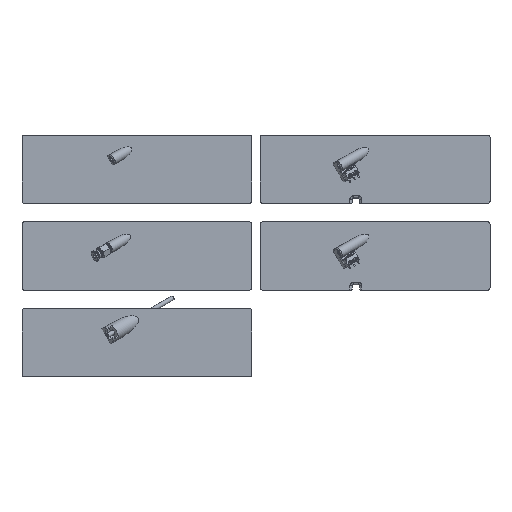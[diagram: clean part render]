
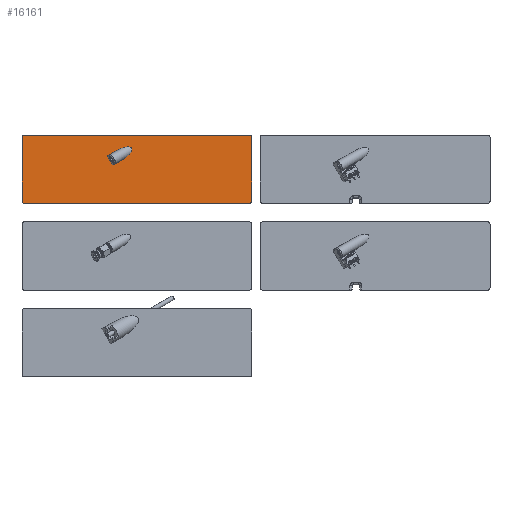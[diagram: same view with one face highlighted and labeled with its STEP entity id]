
A CAD part, top view. The second image highlights one B-rep face of the part: STEP entity #16161.
In plain terms, the highlighted face is planar.
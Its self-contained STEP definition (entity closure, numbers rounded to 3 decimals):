
#382=ELLIPSE('',#17388,1.079,1.);
#383=ELLIPSE('',#17390,1.079,1.);
#384=ELLIPSE('',#17393,13.347,5.);
#488=FACE_BOUND('',#2909,.T.);
#561=PLANE('',#17395);
#956=CIRCLE('',#17396,2.);
#957=CIRCLE('',#17397,2.);
#958=CIRCLE('',#17398,2.);
#959=CIRCLE('',#17399,2.);
#1952=FACE_OUTER_BOUND('',#2908,.T.);
#2908=EDGE_LOOP('',(#11208,#11209,#11210,#11211,#11212,#11213,#11214,#11215));
#2909=EDGE_LOOP('',(#11216,#11217,#11218,#11219,#11220,#11221));
#4399=LINE('',#23657,#5739);
#4404=LINE('',#23678,#5744);
#4406=LINE('',#23684,#5746);
#4407=LINE('',#23690,#5747);
#4408=LINE('',#23694,#5748);
#4409=LINE('',#23698,#5749);
#4410=LINE('',#23701,#5750);
#5739=VECTOR('',#18999,10.);
#5744=VECTOR('',#19024,10.);
#5746=VECTOR('',#19032,10.);
#5747=VECTOR('',#19037,1000.);
#5748=VECTOR('',#19040,1000.);
#5749=VECTOR('',#19043,1000.);
#5750=VECTOR('',#19046,1000.);
#7083=VERTEX_POINT('',#23653);
#7085=VERTEX_POINT('',#23656);
#7089=VERTEX_POINT('',#23668);
#7090=VERTEX_POINT('',#23672);
#7091=VERTEX_POINT('',#23676);
#7092=VERTEX_POINT('',#23680);
#7093=VERTEX_POINT('',#23686);
#7094=VERTEX_POINT('',#23687);
#7095=VERTEX_POINT('',#23689);
#7096=VERTEX_POINT('',#23691);
#7097=VERTEX_POINT('',#23693);
#7098=VERTEX_POINT('',#23695);
#7099=VERTEX_POINT('',#23697);
#7100=VERTEX_POINT('',#23699);
#8687=EDGE_CURVE('',#7085,#7083,#4399,.T.);
#8693=EDGE_CURVE('',#7085,#7089,#382,.F.);
#8695=EDGE_CURVE('',#7090,#7083,#383,.F.);
#8698=EDGE_CURVE('',#7090,#7091,#4404,.T.);
#8700=EDGE_CURVE('',#7092,#7091,#384,.F.);
#8701=EDGE_CURVE('',#7092,#7089,#4406,.T.);
#8702=EDGE_CURVE('',#7093,#7094,#956,.T.);
#8703=EDGE_CURVE('',#7095,#7093,#4407,.T.);
#8704=EDGE_CURVE('',#7096,#7095,#957,.T.);
#8705=EDGE_CURVE('',#7096,#7097,#4408,.T.);
#8706=EDGE_CURVE('',#7098,#7097,#958,.T.);
#8707=EDGE_CURVE('',#7099,#7098,#4409,.T.);
#8708=EDGE_CURVE('',#7100,#7099,#959,.T.);
#8709=EDGE_CURVE('',#7100,#7094,#4410,.T.);
#11208=ORIENTED_EDGE('',*,*,#8702,.F.);
#11209=ORIENTED_EDGE('',*,*,#8703,.F.);
#11210=ORIENTED_EDGE('',*,*,#8704,.F.);
#11211=ORIENTED_EDGE('',*,*,#8705,.T.);
#11212=ORIENTED_EDGE('',*,*,#8706,.F.);
#11213=ORIENTED_EDGE('',*,*,#8707,.F.);
#11214=ORIENTED_EDGE('',*,*,#8708,.F.);
#11215=ORIENTED_EDGE('',*,*,#8709,.T.);
#11216=ORIENTED_EDGE('',*,*,#8698,.T.);
#11217=ORIENTED_EDGE('',*,*,#8700,.F.);
#11218=ORIENTED_EDGE('',*,*,#8701,.T.);
#11219=ORIENTED_EDGE('',*,*,#8693,.F.);
#11220=ORIENTED_EDGE('',*,*,#8687,.T.);
#11221=ORIENTED_EDGE('',*,*,#8695,.F.);
#16161=ADVANCED_FACE('',(#1952,#488),#561,.T.);
#17388=AXIS2_PLACEMENT_3D('',#23669,#19013,#19014);
#17390=AXIS2_PLACEMENT_3D('',#23673,#19018,#19019);
#17393=AXIS2_PLACEMENT_3D('',#23682,#19028,#19029);
#17395=AXIS2_PLACEMENT_3D('',#23685,#19033,#19034);
#17396=AXIS2_PLACEMENT_3D('',#23688,#19035,#19036);
#17397=AXIS2_PLACEMENT_3D('',#23692,#19038,#19039);
#17398=AXIS2_PLACEMENT_3D('',#23696,#19041,#19042);
#17399=AXIS2_PLACEMENT_3D('',#23700,#19044,#19045);
#18999=DIRECTION('',(0.,0.866,-0.5));
#19013=DIRECTION('center_axis',(1.,0.,0.));
#19014=DIRECTION('ref_axis',(0.,-0.5,-0.866));
#19018=DIRECTION('center_axis',(1.,0.,0.));
#19019=DIRECTION('ref_axis',(0.,-0.5,-0.866));
#19024=DIRECTION('',(0.,0.5,0.866));
#19028=DIRECTION('center_axis',(1.,0.,0.));
#19029=DIRECTION('ref_axis',(0.,0.5,0.866));
#19032=DIRECTION('',(0.,-0.5,-0.866));
#19033=DIRECTION('center_axis',(-1.,0.,0.));
#19034=DIRECTION('ref_axis',(0.,0.,1.));
#19035=DIRECTION('center_axis',(1.,0.,0.));
#19036=DIRECTION('ref_axis',(0.,-0.707,0.707));
#19037=DIRECTION('',(0.,-1.,0.));
#19038=DIRECTION('center_axis',(1.,0.,0.));
#19039=DIRECTION('ref_axis',(0.,0.707,0.707));
#19040=DIRECTION('',(0.,0.,-1.));
#19041=DIRECTION('center_axis',(1.,0.,0.));
#19042=DIRECTION('ref_axis',(0.,0.707,-0.707));
#19043=DIRECTION('',(0.,1.,0.));
#19044=DIRECTION('center_axis',(1.,0.,0.));
#19045=DIRECTION('ref_axis',(0.,-0.707,-0.707));
#19046=DIRECTION('',(0.,0.,1.));
#23653=CARTESIAN_POINT('',(0.,20.687,-26.685));
#23656=CARTESIAN_POINT('',(0.,13.758,-22.685));
#23657=CARTESIAN_POINT('',(0.,11.033,-21.112));
#23668=CARTESIAN_POINT('',(0.,13.432,-21.251));
#23669=CARTESIAN_POINT('Origin',(0.,14.298,-21.751));
#23672=CARTESIAN_POINT('',(0.,22.092,-26.251));
#23673=CARTESIAN_POINT('Origin',(0.,21.226,-25.751));
#23676=CARTESIAN_POINT('',(0.,26.358,-18.862));
#23678=CARTESIAN_POINT('',(0.,32.875,-7.573));
#23680=CARTESIAN_POINT('',(0.,17.697,-13.862));
#23682=CARTESIAN_POINT('Origin',(0.,22.028,
-16.362));
#23684=CARTESIAN_POINT('',(0.,16.715,-15.564));
#23685=CARTESIAN_POINT('Origin',(0.,9.25,0.));
#23686=CARTESIAN_POINT('',(0.,-20.25,106.));
#23687=CARTESIAN_POINT('',(0.,-22.25,104.));
#23688=CARTESIAN_POINT('Origin',(0.,-20.25,
104.));
#23689=CARTESIAN_POINT('',(0.,38.75,106.));
#23690=CARTESIAN_POINT('',(0.,43.75,106.));
#23691=CARTESIAN_POINT('',(0.,40.75,104.));
#23692=CARTESIAN_POINT('Origin',(0.,38.75,104.));
#23693=CARTESIAN_POINT('',(0.,40.75,-104.));
#23694=CARTESIAN_POINT('',(0.,40.75,53.));
#23695=CARTESIAN_POINT('',(0.,38.75,-106.));
#23696=CARTESIAN_POINT('Origin',(0.,38.75,
-104.));
#23697=CARTESIAN_POINT('',(0.,-20.25,-106.));
#23698=CARTESIAN_POINT('',(0.,43.75,-106.));
#23699=CARTESIAN_POINT('',(0.,-22.25,-104.));
#23700=CARTESIAN_POINT('Origin',(0.,-20.25,
-104.));
#23701=CARTESIAN_POINT('',(0.,-22.25,106.));
